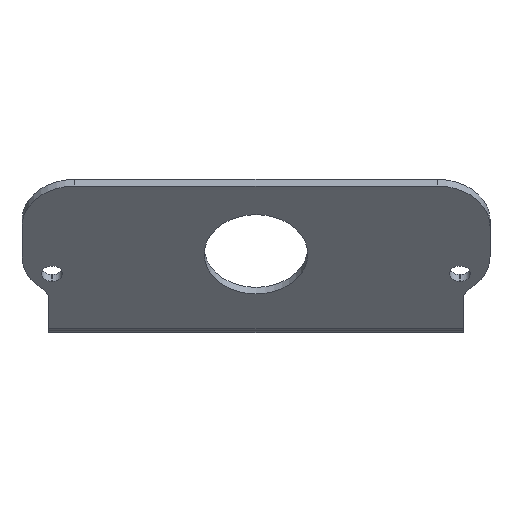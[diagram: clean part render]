
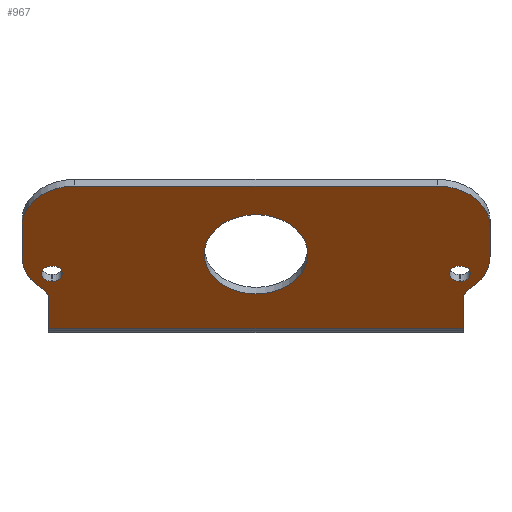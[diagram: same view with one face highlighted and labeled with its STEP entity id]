
A CAD part, front view. The second image highlights one B-rep face of the part: STEP entity #967.
In plain terms, the highlighted face is planar.
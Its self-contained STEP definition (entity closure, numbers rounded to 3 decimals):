
#41=FACE_BOUND('',#214,.T.);
#42=FACE_BOUND('',#215,.T.);
#43=FACE_BOUND('',#216,.T.);
#75=CIRCLE('',#1048,12.7);
#76=CIRCLE('',#1051,12.7);
#77=CIRCLE('',#1052,5.);
#78=CIRCLE('',#1053,5.);
#79=CIRCLE('',#1054,12.7);
#80=CIRCLE('',#1055,12.7);
#81=CIRCLE('',#1056,2.375);
#82=CIRCLE('',#1057,2.375);
#83=CIRCLE('',#1058,2.375);
#84=CIRCLE('',#1059,2.375);
#85=CIRCLE('',#1060,12.5);
#149=FACE_OUTER_BOUND('',#213,.T.);
#213=EDGE_LOOP('',(#796,#797,#798,#799,#800,#801,#802,#803,#804,#805,#806,
#807));
#214=EDGE_LOOP('',(#808,#809,#810,#811));
#215=EDGE_LOOP('',(#812,#813,#814,#815));
#216=EDGE_LOOP('',(#816));
#290=LINE('',#1550,#377);
#293=LINE('',#1556,#380);
#294=LINE('',#1562,#381);
#295=LINE('',#1564,#382);
#296=LINE('',#1566,#383);
#297=LINE('',#1572,#384);
#298=LINE('',#1578,#385);
#299=LINE('',#1581,#386);
#300=LINE('',#1584,#387);
#301=LINE('',#1588,#388);
#377=VECTOR('',#1262,10.);
#380=VECTOR('',#1267,10.);
#381=VECTOR('',#1272,10.);
#382=VECTOR('',#1273,10.);
#383=VECTOR('',#1274,10.);
#384=VECTOR('',#1279,10.);
#385=VECTOR('',#1284,10.);
#386=VECTOR('',#1287,10.);
#387=VECTOR('',#1288,10.);
#388=VECTOR('',#1291,10.);
#467=VERTEX_POINT('',#1543);
#468=VERTEX_POINT('',#1545);
#469=VERTEX_POINT('',#1549);
#471=VERTEX_POINT('',#1555);
#472=VERTEX_POINT('',#1557);
#473=VERTEX_POINT('',#1559);
#474=VERTEX_POINT('',#1561);
#475=VERTEX_POINT('',#1563);
#476=VERTEX_POINT('',#1565);
#477=VERTEX_POINT('',#1567);
#478=VERTEX_POINT('',#1569);
#479=VERTEX_POINT('',#1571);
#480=VERTEX_POINT('',#1574);
#481=VERTEX_POINT('',#1575);
#482=VERTEX_POINT('',#1577);
#483=VERTEX_POINT('',#1579);
#484=VERTEX_POINT('',#1582);
#485=VERTEX_POINT('',#1583);
#486=VERTEX_POINT('',#1585);
#487=VERTEX_POINT('',#1587);
#488=VERTEX_POINT('',#1590);
#582=EDGE_CURVE('',#467,#468,#75,.T.);
#584=EDGE_CURVE('',#469,#468,#290,.T.);
#587=EDGE_CURVE('',#467,#471,#293,.T.);
#588=EDGE_CURVE('',#471,#472,#76,.T.);
#589=EDGE_CURVE('',#473,#472,#77,.T.);
#590=EDGE_CURVE('',#473,#474,#294,.T.);
#591=EDGE_CURVE('',#474,#475,#295,.T.);
#592=EDGE_CURVE('',#475,#476,#296,.T.);
#593=EDGE_CURVE('',#477,#476,#78,.T.);
#594=EDGE_CURVE('',#477,#478,#79,.T.);
#595=EDGE_CURVE('',#478,#479,#297,.T.);
#596=EDGE_CURVE('',#469,#479,#80,.T.);
#597=EDGE_CURVE('',#480,#481,#81,.T.);
#598=EDGE_CURVE('',#481,#482,#298,.T.);
#599=EDGE_CURVE('',#482,#483,#82,.T.);
#600=EDGE_CURVE('',#483,#480,#299,.T.);
#601=EDGE_CURVE('',#484,#485,#300,.T.);
#602=EDGE_CURVE('',#485,#486,#83,.T.);
#603=EDGE_CURVE('',#486,#487,#301,.T.);
#604=EDGE_CURVE('',#487,#484,#84,.T.);
#605=EDGE_CURVE('',#488,#488,#85,.T.);
#796=ORIENTED_EDGE('',*,*,#582,.F.);
#797=ORIENTED_EDGE('',*,*,#587,.T.);
#798=ORIENTED_EDGE('',*,*,#588,.T.);
#799=ORIENTED_EDGE('',*,*,#589,.F.);
#800=ORIENTED_EDGE('',*,*,#590,.T.);
#801=ORIENTED_EDGE('',*,*,#591,.T.);
#802=ORIENTED_EDGE('',*,*,#592,.T.);
#803=ORIENTED_EDGE('',*,*,#593,.F.);
#804=ORIENTED_EDGE('',*,*,#594,.T.);
#805=ORIENTED_EDGE('',*,*,#595,.T.);
#806=ORIENTED_EDGE('',*,*,#596,.F.);
#807=ORIENTED_EDGE('',*,*,#584,.T.);
#808=ORIENTED_EDGE('',*,*,#597,.T.);
#809=ORIENTED_EDGE('',*,*,#598,.T.);
#810=ORIENTED_EDGE('',*,*,#599,.T.);
#811=ORIENTED_EDGE('',*,*,#600,.T.);
#812=ORIENTED_EDGE('',*,*,#601,.T.);
#813=ORIENTED_EDGE('',*,*,#602,.T.);
#814=ORIENTED_EDGE('',*,*,#603,.T.);
#815=ORIENTED_EDGE('',*,*,#604,.T.);
#816=ORIENTED_EDGE('',*,*,#605,.T.);
#927=PLANE('',#1050);
#967=ADVANCED_FACE('',(#149,#41,#42,#43),#927,.F.);
#1048=AXIS2_PLACEMENT_3D('',#1546,#1257,#1258);
#1050=AXIS2_PLACEMENT_3D('',#1554,#1265,#1266);
#1051=AXIS2_PLACEMENT_3D('',#1558,#1268,#1269);
#1052=AXIS2_PLACEMENT_3D('',#1560,#1270,#1271);
#1053=AXIS2_PLACEMENT_3D('',#1568,#1275,#1276);
#1054=AXIS2_PLACEMENT_3D('',#1570,#1277,#1278);
#1055=AXIS2_PLACEMENT_3D('',#1573,#1280,#1281);
#1056=AXIS2_PLACEMENT_3D('',#1576,#1282,#1283);
#1057=AXIS2_PLACEMENT_3D('',#1580,#1285,#1286);
#1058=AXIS2_PLACEMENT_3D('',#1586,#1289,#1290);
#1059=AXIS2_PLACEMENT_3D('',#1589,#1292,#1293);
#1060=AXIS2_PLACEMENT_3D('',#1591,#1294,#1295);
#1257=DIRECTION('center_axis',(0.,0.,1.));
#1258=DIRECTION('ref_axis',(-0.707,-0.707,0.));
#1262=DIRECTION('',(-1.,0.,0.));
#1265=DIRECTION('center_axis',(0.,0.,1.));
#1266=DIRECTION('ref_axis',(1.,0.,0.));
#1267=DIRECTION('',(0.,1.,0.));
#1268=DIRECTION('center_axis',(0.,0.,-1.));
#1269=DIRECTION('ref_axis',(0.,1.,0.));
#1270=DIRECTION('center_axis',(0.,0.,-1.));
#1271=DIRECTION('ref_axis',(0.904,-0.429,0.));
#1272=DIRECTION('',(0.,1.,0.));
#1273=DIRECTION('',(1.,0.,0.));
#1274=DIRECTION('',(0.,-1.,0.));
#1275=DIRECTION('center_axis',(0.,0.,-1.));
#1276=DIRECTION('ref_axis',(-0.904,-0.429,0.));
#1277=DIRECTION('center_axis',(0.,0.,-1.));
#1278=DIRECTION('ref_axis',(1.,0.,0.));
#1279=DIRECTION('',(0.,-1.,0.));
#1280=DIRECTION('center_axis',(0.,0.,1.));
#1281=DIRECTION('ref_axis',(0.707,-0.707,0.));
#1282=DIRECTION('center_axis',(0.,0.,1.));
#1283=DIRECTION('ref_axis',(1.,0.,0.));
#1284=DIRECTION('',(1.,0.,0.));
#1285=DIRECTION('center_axis',(0.,0.,1.));
#1286=DIRECTION('ref_axis',(1.,0.,0.));
#1287=DIRECTION('',(-1.,0.,0.));
#1288=DIRECTION('',(1.,0.,0.));
#1289=DIRECTION('center_axis',(0.,0.,1.));
#1290=DIRECTION('ref_axis',(1.,0.,0.));
#1291=DIRECTION('',(-1.,0.,0.));
#1292=DIRECTION('center_axis',(0.,0.,1.));
#1293=DIRECTION('ref_axis',(1.,0.,0.));
#1294=DIRECTION('center_axis',(0.,0.,1.));
#1295=DIRECTION('ref_axis',(1.,0.,0.));
#1543=CARTESIAN_POINT('',(-56.5,-4.8,0.));
#1545=CARTESIAN_POINT('',(-43.8,-17.5,0.));
#1546=CARTESIAN_POINT('Origin',(-43.8,-4.8,0.));
#1549=CARTESIAN_POINT('',(43.8,-17.5,0.));
#1550=CARTESIAN_POINT('',(56.5,-17.5,0.));
#1554=CARTESIAN_POINT('Origin',(0.,5.,0.));
#1555=CARTESIAN_POINT('',(-56.5,4.8,0.));
#1556=CARTESIAN_POINT('',(-56.5,-17.5,0.));
#1557=CARTESIAN_POINT('',(-51.836,14.634,0.));
#1558=CARTESIAN_POINT('Origin',(-43.8,4.8,0.));
#1559=CARTESIAN_POINT('',(-50.,18.506,0.));
#1560=CARTESIAN_POINT('Origin',(-55.,18.506,0.));
#1561=CARTESIAN_POINT('',(-50.,27.5,0.));
#1562=CARTESIAN_POINT('',(-50.,17.5,0.));
#1563=CARTESIAN_POINT('',(50.,27.5,0.));
#1564=CARTESIAN_POINT('',(-50.,27.5,0.));
#1565=CARTESIAN_POINT('',(50.,18.506,0.));
#1566=CARTESIAN_POINT('',(50.,10.442,0.));
#1567=CARTESIAN_POINT('',(51.836,14.634,0.));
#1568=CARTESIAN_POINT('Origin',(55.,18.506,0.));
#1569=CARTESIAN_POINT('',(56.5,4.8,0.));
#1570=CARTESIAN_POINT('Origin',(43.8,4.8,0.));
#1571=CARTESIAN_POINT('',(56.5,-4.8,0.));
#1572=CARTESIAN_POINT('',(56.5,17.5,0.));
#1573=CARTESIAN_POINT('Origin',(43.8,-4.8,0.));
#1574=CARTESIAN_POINT('',(49.1,12.475,0.));
#1575=CARTESIAN_POINT('',(49.1,7.725,0.));
#1576=CARTESIAN_POINT('Origin',(49.1,10.1,0.));
#1577=CARTESIAN_POINT('',(49.4,7.725,0.));
#1578=CARTESIAN_POINT('',(24.7,7.725,0.));
#1579=CARTESIAN_POINT('',(49.4,12.475,0.));
#1580=CARTESIAN_POINT('Origin',(49.4,10.1,0.));
#1581=CARTESIAN_POINT('',(24.55,12.475,0.));
#1582=CARTESIAN_POINT('',(-49.4,7.725,0.));
#1583=CARTESIAN_POINT('',(-49.1,7.725,0.));
#1584=CARTESIAN_POINT('',(-24.55,7.725,0.));
#1585=CARTESIAN_POINT('',(-49.1,12.475,0.));
#1586=CARTESIAN_POINT('Origin',(-49.1,10.1,0.));
#1587=CARTESIAN_POINT('',(-49.4,12.475,0.));
#1588=CARTESIAN_POINT('',(-24.7,12.475,0.));
#1589=CARTESIAN_POINT('Origin',(-49.4,10.1,0.));
#1590=CARTESIAN_POINT('',(-12.5,4.,0.));
#1591=CARTESIAN_POINT('Origin',(0.,4.,0.));
